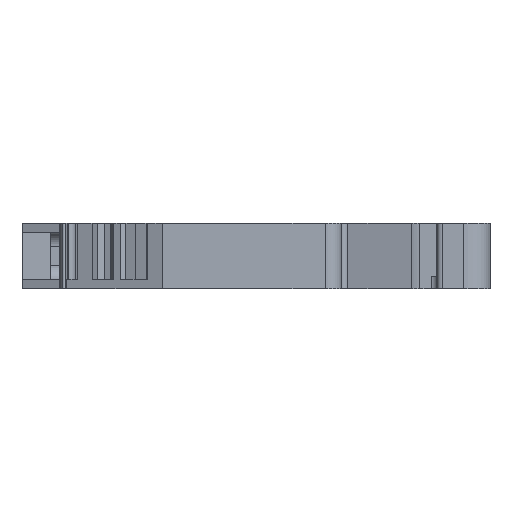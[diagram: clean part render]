
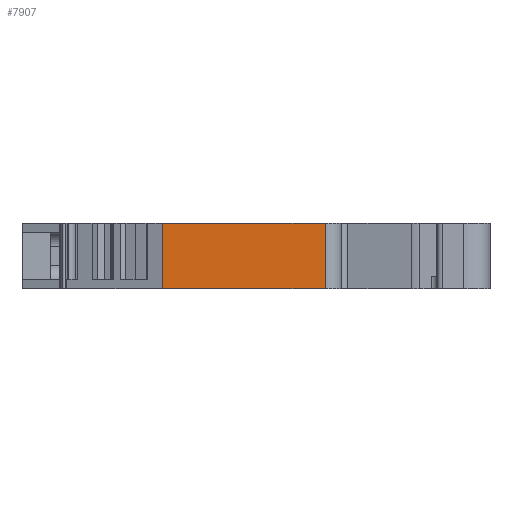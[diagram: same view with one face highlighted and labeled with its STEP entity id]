
A CAD part, left-side view. The second image highlights one B-rep face of the part: STEP entity #7907.
In plain terms, the highlighted planar face has unit normal (-1, 0, 0).
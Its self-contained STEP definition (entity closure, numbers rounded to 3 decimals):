
#611=DIRECTION('',(0.,1.,0.));
#612=VECTOR('',#611,15.296);
#613=CARTESIAN_POINT('',(-29.,8.5,0.));
#614=LINE('',#613,#612);
#1357=DIRECTION('',(0.,-1.,0.));
#1358=VECTOR('',#1357,15.296);
#1359=CARTESIAN_POINT('',(-29.,23.796,-6.2));
#1360=LINE('',#1359,#1358);
#3066=DIRECTION('',(0.,0.,1.));
#3067=VECTOR('',#3066,6.2);
#3068=CARTESIAN_POINT('',(-29.,8.5,-6.2));
#3069=LINE('',#3068,#3067);
#3115=DIRECTION('',(0.,0.,-1.));
#3116=VECTOR('',#3115,6.2);
#3117=CARTESIAN_POINT('',(-29.,23.796,0.));
#3118=LINE('',#3117,#3116);
#4478=CARTESIAN_POINT('',(-29.,8.5,0.));
#4479=VERTEX_POINT('',#4478);
#4480=CARTESIAN_POINT('',(-29.,23.796,0.));
#4481=VERTEX_POINT('',#4480);
#4680=CARTESIAN_POINT('',(-29.,23.796,-6.2));
#4681=VERTEX_POINT('',#4680);
#4682=CARTESIAN_POINT('',(-29.,8.5,-6.2));
#4683=VERTEX_POINT('',#4682);
#7895=CARTESIAN_POINT('',(-29.,8.5,0.));
#7896=DIRECTION('',(1.,0.,0.));
#7897=DIRECTION('',(0.,-1.,0.));
#7898=AXIS2_PLACEMENT_3D('',#7895,#7896,#7897);
#7899=PLANE('',#7898);
#7901=ORIENTED_EDGE('',*,*,#7900,.F.);
#7902=ORIENTED_EDGE('',*,*,#5279,.F.);
#7903=ORIENTED_EDGE('',*,*,#7880,.F.);
#7904=ORIENTED_EDGE('',*,*,#5567,.F.);
#7905=EDGE_LOOP('',(#7901,#7902,#7903,#7904));
#7906=FACE_OUTER_BOUND('',#7905,.F.);
#5279=EDGE_CURVE('',#4479,#4481,#614,.T.);
#5567=EDGE_CURVE('',#4681,#4683,#1360,.T.);
#7880=EDGE_CURVE('',#4683,#4479,#3069,.T.);
#7900=EDGE_CURVE('',#4481,#4681,#3118,.T.);
#7907=ADVANCED_FACE('',(#7906),#7899,.F.);
